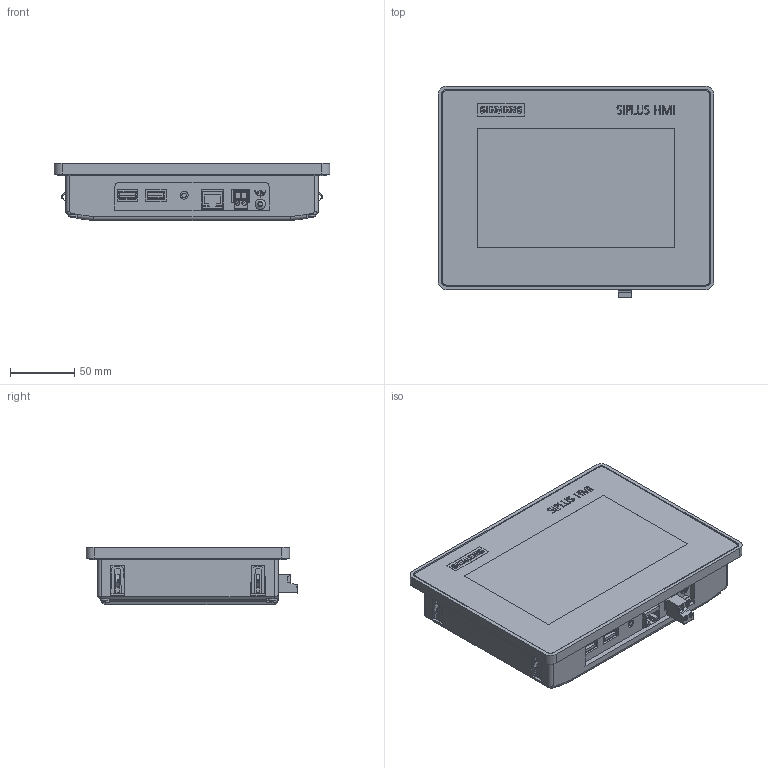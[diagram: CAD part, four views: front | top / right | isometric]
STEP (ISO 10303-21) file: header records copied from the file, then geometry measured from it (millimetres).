
FILE_DESCRIPTION(/* description */ (''),/* implementation_level */ '2;1');
FILE_NAME(/* name */ '6AG1123-3GB32-2AW0_3d.stp',/* time_stamp */ '2025-04-18T04:48:38+02:00',/* author */ (''),/* organization */ (''),/* preprocessor_version */ 'ST-DEVELOPER v18.102',/* originating_system */ 'SIEMENS PLM Software NX 2023',/* authorisation */ '');
FILE_SCHEMA (('AUTOMOTIVE_DESIGN { 1 0 10303 214 3 1 1 1 }'));
Products named in the file (4): A5E42332630A_003; A5E54527989A_001; A5E52544041A_001; A5E54527985A_001
Assembly tree (3 placements, depth 2):
  A5E54527985A_001
    A5E52544041A_001
    A5E54527989A_001
    A5E42332630A_003
Bounding box: 214 x 164.44 x 44.45 mm (x, y, z)
Volume: 1233407.9 mm3; surface area: 113714.8 mm2
Topology: 118 solids, 118 shells, 1793 faces, 4388 edges, 2888 vertices
Faces by surface type: plane 1353, extrusion 281, cylinder 140, torus 10, cone 5, sphere 2, bspline 2
Full cylindrical faces by diameter (mm): 1.4 x2, 2.8 x4, 3.5 x3, 4.4 x1, 4.6 x1, 5.6 x4, 6 x1, 8 x1
Entity records: 65931 total; most frequent: CARTESIAN_POINT 21107, ORIENTED_EDGE 8690, DIRECTION 6388, EDGE_CURVE 4345, VERTEX_POINT 2878, VECTOR 2708, LINE 2427, EDGE_LOOP 1969
